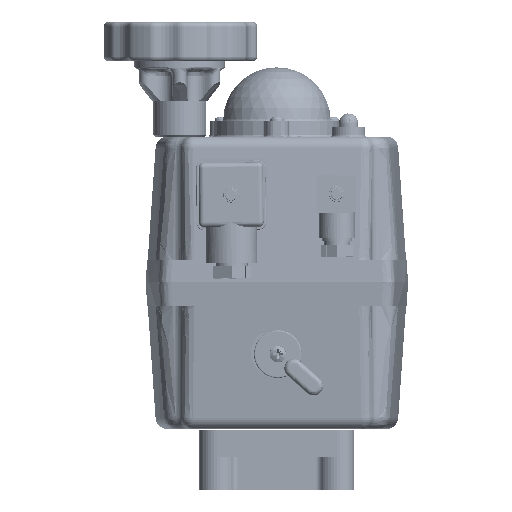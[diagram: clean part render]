
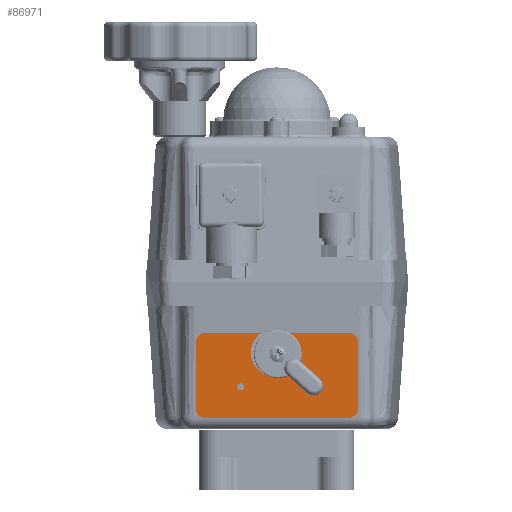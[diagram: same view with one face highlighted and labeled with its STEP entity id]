
A CAD part, left-side view. The second image highlights one B-rep face of the part: STEP entity #86971.
In plain terms, the highlighted face is planar.
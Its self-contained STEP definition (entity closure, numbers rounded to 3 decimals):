
#86594=CARTESIAN_POINT('',(-69.322,13.251,9.847));
#86595=VERTEX_POINT('',#86594);
#86604=CARTESIAN_POINT('',(-69.112,13.251,12.84));
#86605=VERTEX_POINT('',#86604);
#86606=CARTESIAN_POINT('',(-69.217,13.251,11.343));
#86607=DIRECTION('',(0.998,0.,-0.07));
#86608=DIRECTION('',(-0.07,0.0,-0.998));
#86609=AXIS2_PLACEMENT_3D('',#86606,#86607,#86608);
#86610=CIRCLE('',#86609,1.5);
#86611=EDGE_CURVE('',#86605,#86595,#86610,.T.);
#86636=CARTESIAN_POINT('',(-69.322,-15.069,9.847));
#86637=VERTEX_POINT('',#86636);
#86646=CARTESIAN_POINT('',(-69.112,-15.069,12.84));
#86647=VERTEX_POINT('',#86646);
#86648=CARTESIAN_POINT('',(-69.217,-15.069,11.343));
#86649=DIRECTION('',(0.998,0.,-0.07));
#86650=DIRECTION('',(-0.07,0.0,-0.998));
#86651=AXIS2_PLACEMENT_3D('',#86648,#86649,#86650);
#86652=CIRCLE('',#86651,1.5);
#86653=EDGE_CURVE('',#86647,#86637,#86652,.T.);
#86687=CARTESIAN_POINT('',(-69.217,-15.069,11.343));
#86688=DIRECTION('',(0.998,0.,-0.07));
#86689=DIRECTION('',(-0.07,0.0,-0.998));
#86690=AXIS2_PLACEMENT_3D('',#86687,#86688,#86689);
#86691=CIRCLE('',#86690,1.5);
#86692=EDGE_CURVE('',#86637,#86647,#86691,.T.);
#86721=CARTESIAN_POINT('',(-69.217,13.251,11.343));
#86722=DIRECTION('',(0.998,0.,-0.07));
#86723=DIRECTION('',(-0.07,0.0,-0.998));
#86724=AXIS2_PLACEMENT_3D('',#86721,#86722,#86723);
#86725=CIRCLE('',#86724,1.5);
#86726=EDGE_CURVE('',#86595,#86605,#86725,.T.);
#86792=CARTESIAN_POINT('',(-70.796,4.779,-11.245));
#86793=VERTEX_POINT('',#86792);
#86826=CARTESIAN_POINT('',(-70.796,-6.597,-11.245));
#86827=VERTEX_POINT('',#86826);
#86835=CARTESIAN_POINT('',(-70.221,-0.909,-3.02));
#86836=DIRECTION('',(0.998,0.,-0.07));
#86837=DIRECTION('',(0.07,0.,0.998));
#86838=AXIS2_PLACEMENT_3D('',#86835,#86836,#86837);
#86839=ELLIPSE('',#86838,10.024,10.0);
#86840=EDGE_CURVE('',#86793,#86827,#86839,.T.);
#86881=CARTESIAN_POINT('',(-69.555,0.,6.512));
#86882=DIRECTION('',(0.998,0.,-0.07));
#86883=DIRECTION('',(-0.07,0.0,-0.998));
#86884=AXIS2_PLACEMENT_3D('',#86881,#86882,#86883);
#86885=PLANE('',#86884);
#86886=ORIENTED_EDGE('',*,*,#86840,.T.);
#86887=CARTESIAN_POINT('',(-70.796,-30.05,-11.245));
#86888=VERTEX_POINT('',#86887);
#86889=CARTESIAN_POINT('',(-70.796,-30.05,-11.245));
#86890=DIRECTION('',(0.0,1.0,0.0));
#86891=VECTOR('',#86890,23.453);
#86892=LINE('',#86889,#86891);
#86893=EDGE_CURVE('',#86888,#86827,#86892,.T.);
#86894=ORIENTED_EDGE('',*,*,#86893,.F.);
#86895=CARTESIAN_POINT('',(-70.517,-34.05,-7.255));
#86896=VERTEX_POINT('',#86895);
#86897=CARTESIAN_POINT('',(-70.517,-30.05,-7.255));
#86898=DIRECTION('',(0.998,0.,-0.07));
#86899=DIRECTION('',(0.07,0.,0.998));
#86900=AXIS2_PLACEMENT_3D('',#86897,#86898,#86899);
#86901=CIRCLE('',#86900,4.0);
#86902=EDGE_CURVE('',#86896,#86888,#86901,.T.);
#86903=ORIENTED_EDGE('',*,*,#86902,.F.);
#86904=CARTESIAN_POINT('',(-68.592,-34.05,20.278));
#86905=VERTEX_POINT('',#86904);
#86906=CARTESIAN_POINT('',(-68.592,-34.05,20.278));
#86907=DIRECTION('',(-0.07,0.,-0.998));
#86908=VECTOR('',#86907,27.6);
#86909=LINE('',#86906,#86908);
#86910=EDGE_CURVE('',#86905,#86896,#86909,.T.);
#86911=ORIENTED_EDGE('',*,*,#86910,.F.);
#86912=CARTESIAN_POINT('',(-68.313,-30.05,24.268));
#86913=VERTEX_POINT('',#86912);
#86914=CARTESIAN_POINT('',(-68.592,-30.05,20.278));
#86915=DIRECTION('',(0.998,0.,-0.07));
#86916=DIRECTION('',(0.07,0.,0.998));
#86917=AXIS2_PLACEMENT_3D('',#86914,#86915,#86916);
#86918=CIRCLE('',#86917,4.0);
#86919=EDGE_CURVE('',#86913,#86905,#86918,.T.);
#86920=ORIENTED_EDGE('',*,*,#86919,.F.);
#86921=CARTESIAN_POINT('',(-68.313,30.05,24.268));
#86922=VERTEX_POINT('',#86921);
#86923=CARTESIAN_POINT('',(-68.313,30.05,24.268));
#86924=DIRECTION('',(0.0,-1.0,0.0));
#86925=VECTOR('',#86924,60.1);
#86926=LINE('',#86923,#86925);
#86927=EDGE_CURVE('',#86922,#86913,#86926,.T.);
#86928=ORIENTED_EDGE('',*,*,#86927,.F.);
#86929=CARTESIAN_POINT('',(-68.592,34.05,20.278));
#86930=VERTEX_POINT('',#86929);
#86931=CARTESIAN_POINT('',(-68.592,30.05,20.278));
#86932=DIRECTION('',(0.998,0.,-0.07));
#86933=DIRECTION('',(0.07,0.,0.998));
#86934=AXIS2_PLACEMENT_3D('',#86931,#86932,#86933);
#86935=CIRCLE('',#86934,4.0);
#86936=EDGE_CURVE('',#86930,#86922,#86935,.T.);
#86937=ORIENTED_EDGE('',*,*,#86936,.F.);
#86938=CARTESIAN_POINT('',(-70.517,34.05,-7.255));
#86939=VERTEX_POINT('',#86938);
#86940=CARTESIAN_POINT('',(-70.517,34.05,-7.255));
#86941=DIRECTION('',(0.07,0.,0.998));
#86942=VECTOR('',#86941,27.6);
#86943=LINE('',#86940,#86942);
#86944=EDGE_CURVE('',#86939,#86930,#86943,.T.);
#86945=ORIENTED_EDGE('',*,*,#86944,.F.);
#86946=CARTESIAN_POINT('',(-70.796,30.05,-11.245));
#86947=VERTEX_POINT('',#86946);
#86948=CARTESIAN_POINT('',(-70.517,30.05,-7.255));
#86949=DIRECTION('',(0.998,0.,-0.07));
#86950=DIRECTION('',(0.07,0.,0.998));
#86951=AXIS2_PLACEMENT_3D('',#86948,#86949,#86950);
#86952=CIRCLE('',#86951,4.0);
#86953=EDGE_CURVE('',#86947,#86939,#86952,.T.);
#86954=ORIENTED_EDGE('',*,*,#86953,.F.);
#86955=CARTESIAN_POINT('',(-70.796,4.779,-11.245));
#86956=DIRECTION('',(0.0,1.0,0.0));
#86957=VECTOR('',#86956,25.271);
#86958=LINE('',#86955,#86957);
#86959=EDGE_CURVE('',#86793,#86947,#86958,.T.);
#86960=ORIENTED_EDGE('',*,*,#86959,.F.);
#86961=EDGE_LOOP('',(#86886,#86894,#86903,#86911,#86920,#86928,#86937,#86945,#86954,#86960));
#86962=FACE_OUTER_BOUND('',#86961,.T.);
#86963=ORIENTED_EDGE('',*,*,#86692,.T.);
#86964=ORIENTED_EDGE('',*,*,#86653,.T.);
#86965=EDGE_LOOP('',(#86963,#86964));
#86966=FACE_BOUND('',#86965,.T.);
#86967=ORIENTED_EDGE('',*,*,#86726,.T.);
#86968=ORIENTED_EDGE('',*,*,#86611,.T.);
#86969=EDGE_LOOP('',(#86967,#86968));
#86970=FACE_BOUND('',#86969,.T.);
#86971=ADVANCED_FACE('',(#86962,#86966,#86970),#86885,.F.);
